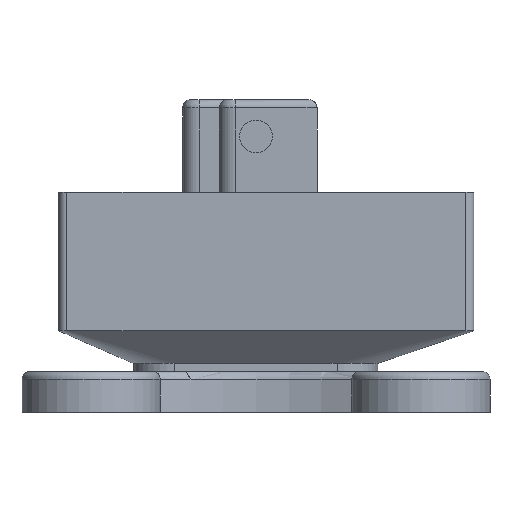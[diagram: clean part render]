
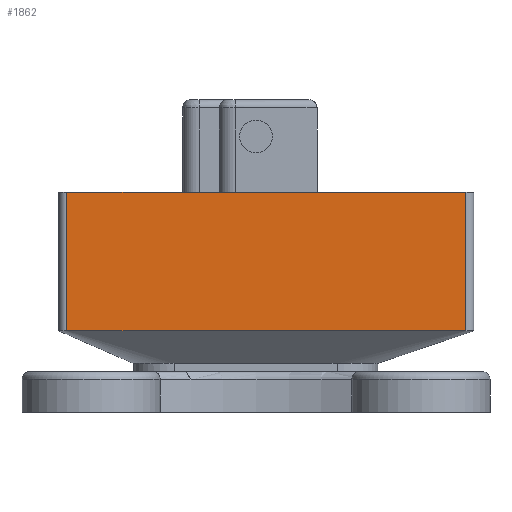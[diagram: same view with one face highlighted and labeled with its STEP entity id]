
A CAD part, left-side view. The second image highlights one B-rep face of the part: STEP entity #1862.
In plain terms, the highlighted planar face has unit normal (-1, 0, 0).
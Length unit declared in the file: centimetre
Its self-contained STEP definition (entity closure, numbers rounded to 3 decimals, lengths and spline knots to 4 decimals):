
#114=PLANE($,#2059);
#220=FACE_OUTER_BOUND($,#361,.T.);
#361=EDGE_LOOP($,(#1710,#1711,#1712,#1713));
#475=LINE($,#3353,#628);
#593=LINE($,#3714,#746);
#597=LINE($,#3724,#750);
#603=LINE($,#3736,#756);
#628=VECTOR($,#2256,4.9);
#746=VECTOR($,#2572,4.9);
#750=VECTOR($,#2582,1.7);
#756=VECTOR($,#2600,1.7);
#827=VERTEX_POINT($,#3350);
#828=VERTEX_POINT($,#3352);
#935=VERTEX_POINT($,#3711);
#936=VERTEX_POINT($,#3713);
#1023=EDGE_CURVE($,#827,#828,#475,.F.);
#1185=EDGE_CURVE($,#935,#936,#593,.T.);
#1191=EDGE_CURVE($,#936,#827,#597,.T.);
#1197=EDGE_CURVE($,#828,#935,#603,.T.);
#1710=ORIENTED_EDGE($,*,*,#1191,.F.);
#1711=ORIENTED_EDGE($,*,*,#1185,.F.);
#1712=ORIENTED_EDGE($,*,*,#1197,.F.);
#1713=ORIENTED_EDGE($,*,*,#1023,.F.);
#1862=ADVANCED_FACE($,(#220),#114,.F.);
#2059=AXIS2_PLACEMENT_3D($,#3737,#2601,#2602);
#2256=DIRECTION($,(0.,-1.,0.));
#2572=DIRECTION($,(0.,-1.,0.));
#2582=DIRECTION($,(0.,0.,-1.));
#2600=DIRECTION($,(0.,0.,1.));
#2601=DIRECTION('center_axis',(1.,0.,0.));
#2602=DIRECTION('ref_axis',(0.,0.,-1.));
#3350=CARTESIAN_POINT('',(-18.4677,21.7341,2.151));
#3352=CARTESIAN_POINT('',(-18.4677,26.6341,2.151));
#3353=CARTESIAN_POINT($,(-18.4677,24.2341,2.151));
#3711=CARTESIAN_POINT('',(-18.4677,26.6341,3.851));
#3713=CARTESIAN_POINT('',(-18.4677,21.7341,3.851));
#3714=CARTESIAN_POINT($,(-18.4677,24.2341,3.851));
#3724=CARTESIAN_POINT($,(-18.4677,21.7341,3.051));
#3736=CARTESIAN_POINT($,(-18.4677,26.6341,3.051));
#3737=CARTESIAN_POINT('Origin',(-18.4677,24.2341,3.051));
